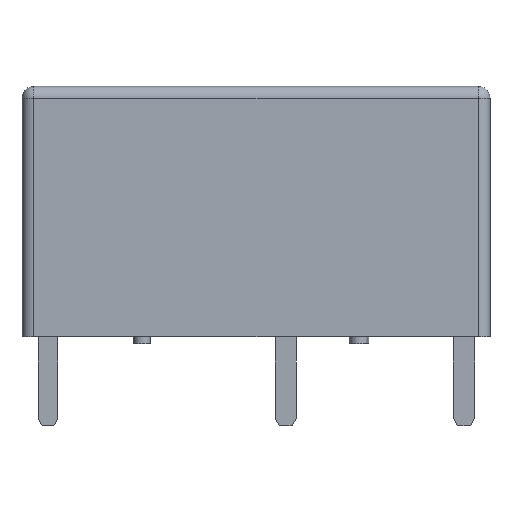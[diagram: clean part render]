
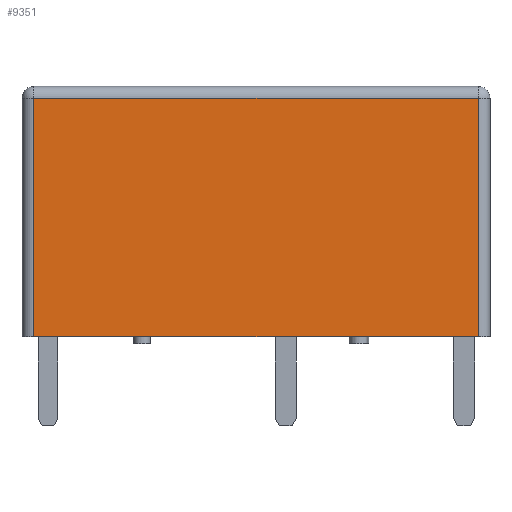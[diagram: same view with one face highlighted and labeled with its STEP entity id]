
A CAD part, front view. The second image highlights one B-rep face of the part: STEP entity #9351.
In plain terms, the highlighted planar face has unit normal (0, -1, 0).
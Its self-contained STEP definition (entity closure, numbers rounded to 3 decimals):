
#520 = LINE ( 'NONE', #2770, #1862 ) ;
#1363 = EDGE_CURVE ( 'NONE', #11665, #2238, #13878, .T. ) ;
#1862 = VECTOR ( 'NONE', #9082, 1000. ) ;
#2238 = VERTEX_POINT ( 'NONE', #14173 ) ;
#2430 = ORIENTED_EDGE ( 'NONE', *, *, #9858, .T. ) ;
#2468 = DIRECTION ( 'NONE',  ( 0., 1., 0. ) ) ;
#2553 = DIRECTION ( 'NONE',  ( 0., 0., 1. ) ) ;
#2770 = CARTESIAN_POINT ( 'NONE',  ( -10., -5.5, 10.2 ) ) ;
#2875 = AXIS2_PLACEMENT_3D ( 'NONE', #14566, #2468, #12368 ) ;
#2959 = CARTESIAN_POINT ( 'NONE',  ( -9.5, -5.5, 0. ) ) ;
#3152 = DIRECTION ( 'NONE',  ( 1., 0., 0. ) ) ;
#4581 = ORIENTED_EDGE ( 'NONE', *, *, #11530, .T. ) ;
#5512 = CARTESIAN_POINT ( 'NONE',  ( -9.5, -5.5, 10.2 ) ) ;
#6069 = ORIENTED_EDGE ( 'NONE', *, *, #1363, .T. ) ;
#6621 = CARTESIAN_POINT ( 'NONE',  ( -10., -5.5, 0. ) ) ;
#7344 = ORIENTED_EDGE ( 'NONE', *, *, #13455, .T. ) ;
#7514 = PLANE ( 'NONE',  #2875 ) ;
#8147 = LINE ( 'NONE', #15433, #12245 ) ;
#8934 = VECTOR ( 'NONE', #3152, 1000. ) ;
#9082 = DIRECTION ( 'NONE',  ( -1., 0., 0. ) ) ;
#9351 = ADVANCED_FACE ( 'NONE', ( #12302 ), #7514, .F. ) ;
#9436 = CARTESIAN_POINT ( 'NONE',  ( 9.5, -5.5, 10.7 ) ) ;
#9858 = EDGE_CURVE ( 'NONE', #12913, #10780, #520, .T. ) ;
#10361 = VECTOR ( 'NONE', #2553, 1000. ) ;
#10780 = VERTEX_POINT ( 'NONE', #5512 ) ;
#11530 = EDGE_CURVE ( 'NONE', #2238, #12913, #12062, .T. ) ;
#11665 = VERTEX_POINT ( 'NONE', #2959 ) ;
#12062 = LINE ( 'NONE', #9436, #10361 ) ;
#12245 = VECTOR ( 'NONE', #15287, 1000. ) ;
#12302 = FACE_OUTER_BOUND ( 'NONE', #12513, .T. ) ;
#12368 = DIRECTION ( 'NONE',  ( 0., 0., 1. ) ) ;
#12513 = EDGE_LOOP ( 'NONE', ( #6069, #4581, #2430, #7344 ) ) ;
#12913 = VERTEX_POINT ( 'NONE', #15124 ) ;
#13455 = EDGE_CURVE ( 'NONE', #10780, #11665, #8147, .T. ) ;
#13878 = LINE ( 'NONE', #6621, #8934 ) ;
#14173 = CARTESIAN_POINT ( 'NONE',  ( 9.5, -5.5, 0. ) ) ;
#14566 = CARTESIAN_POINT ( 'NONE',  ( -10., -5.5, 10.7 ) ) ;
#15124 = CARTESIAN_POINT ( 'NONE',  ( 9.5, -5.5, 10.2 ) ) ;
#15287 = DIRECTION ( 'NONE',  ( 0., 0., -1. ) ) ;
#15433 = CARTESIAN_POINT ( 'NONE',  ( -9.5, -5.5, 10.7 ) ) ;
